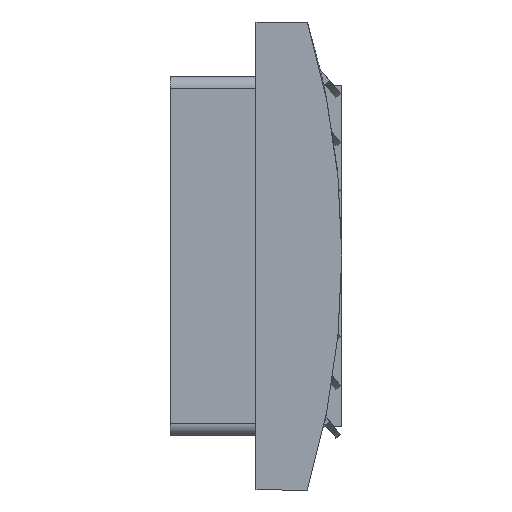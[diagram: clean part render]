
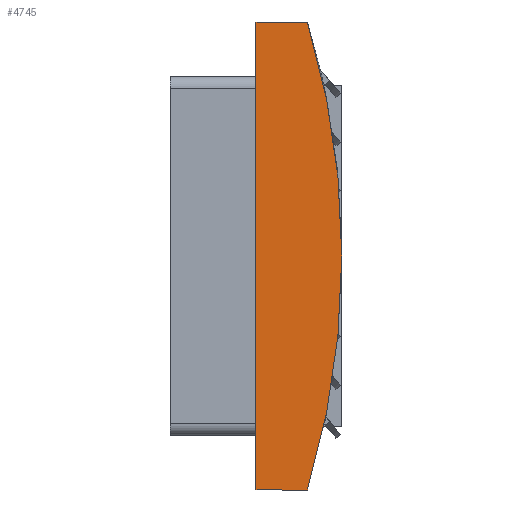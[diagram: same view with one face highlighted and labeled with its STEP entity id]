
A CAD part, left-side view. The second image highlights one B-rep face of the part: STEP entity #4745.
In plain terms, the highlighted planar face has unit normal (-1, 0, 0).
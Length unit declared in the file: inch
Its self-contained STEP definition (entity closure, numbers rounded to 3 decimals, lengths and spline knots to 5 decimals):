
#271 = CARTESIAN_POINT ( 'NONE',  ( -2.3622, 0., -2.3622 ) ) ;
#1130 = DIRECTION ( 'NONE',  ( -1., 0., 0. ) ) ;
#1570 = EDGE_CURVE ( 'NONE', #10681, #2991, #3656, .T. ) ;
#2413 = LINE ( 'NONE', #8605, #10102 ) ;
#2484 = AXIS2_PLACEMENT_3D ( 'NONE', #271, #1130, #3576 ) ;
#2562 = ORIENTED_EDGE ( 'NONE', *, *, #1570, .F. ) ;
#2749 = VECTOR ( 'NONE', #2834, 39.37008 ) ;
#2755 = DIRECTION ( 'NONE',  ( 0., 1., 0. ) ) ;
#2834 = DIRECTION ( 'NONE',  ( 0., 1., 0. ) ) ;
#2888 = LINE ( 'NONE', #3495, #5046 ) ;
#2991 = VERTEX_POINT ( 'NONE', #7871 ) ;
#3495 = CARTESIAN_POINT ( 'NONE',  ( -2.3622, 0., 0. ) ) ;
#3576 = DIRECTION ( 'NONE',  ( 0., -1., 0. ) ) ;
#3656 = LINE ( 'NONE', #7127, #2749 ) ;
#4589 = VERTEX_POINT ( 'NONE', #5935 ) ;
#4745 = ADVANCED_FACE ( 'NONE', ( #8025 ), #8723, .T. ) ;
#5046 = VECTOR ( 'NONE', #7864, 39.37008 ) ;
#5093 = CARTESIAN_POINT ( 'NONE',  ( -2.3622, -0.51969, -2.3622 ) ) ;
#5218 = CARTESIAN_POINT ( 'NONE',  ( -2.3622, 7.36006, 0. ) ) ;
#5538 = CIRCLE ( 'NONE', #9550, 8.2262 ) ;
#5935 = CARTESIAN_POINT ( 'NONE',  ( -2.3622, -0.51969, 2.3622 ) ) ;
#5976 = EDGE_LOOP ( 'NONE', ( #2562, #7895, #6371, #8751 ) ) ;
#6116 = EDGE_CURVE ( 'NONE', #7939, #2991, #2888, .T. ) ;
#6257 = CARTESIAN_POINT ( 'NONE',  ( -2.3622, 0., 2.3622 ) ) ;
#6371 = ORIENTED_EDGE ( 'NONE', *, *, #9338, .T. ) ;
#7127 = CARTESIAN_POINT ( 'NONE',  ( -2.3622, 0., -2.3622 ) ) ;
#7488 = EDGE_CURVE ( 'NONE', #10681, #4589, #5538, .T. ) ;
#7864 = DIRECTION ( 'NONE',  ( 0., 0., -1. ) ) ;
#7871 = CARTESIAN_POINT ( 'NONE',  ( -2.3622, 0., -2.3622 ) ) ;
#7877 = DIRECTION ( 'NONE',  ( 0., 0., -1. ) ) ;
#7895 = ORIENTED_EDGE ( 'NONE', *, *, #7488, .T. ) ;
#7939 = VERTEX_POINT ( 'NONE', #6257 ) ;
#8025 = FACE_OUTER_BOUND ( 'NONE', #5976, .T. ) ;
#8605 = CARTESIAN_POINT ( 'NONE',  ( -2.3622, 0., 2.3622 ) ) ;
#8723 = PLANE ( 'NONE',  #2484 ) ;
#8751 = ORIENTED_EDGE ( 'NONE', *, *, #6116, .T. ) ;
#9338 = EDGE_CURVE ( 'NONE', #4589, #7939, #2413, .T. ) ;
#9550 = AXIS2_PLACEMENT_3D ( 'NONE', #5218, #10509, #7877 ) ;
#10102 = VECTOR ( 'NONE', #2755, 39.37008 ) ;
#10509 = DIRECTION ( 'NONE',  ( -1., 0., 0. ) ) ;
#10681 = VERTEX_POINT ( 'NONE', #5093 ) ;
